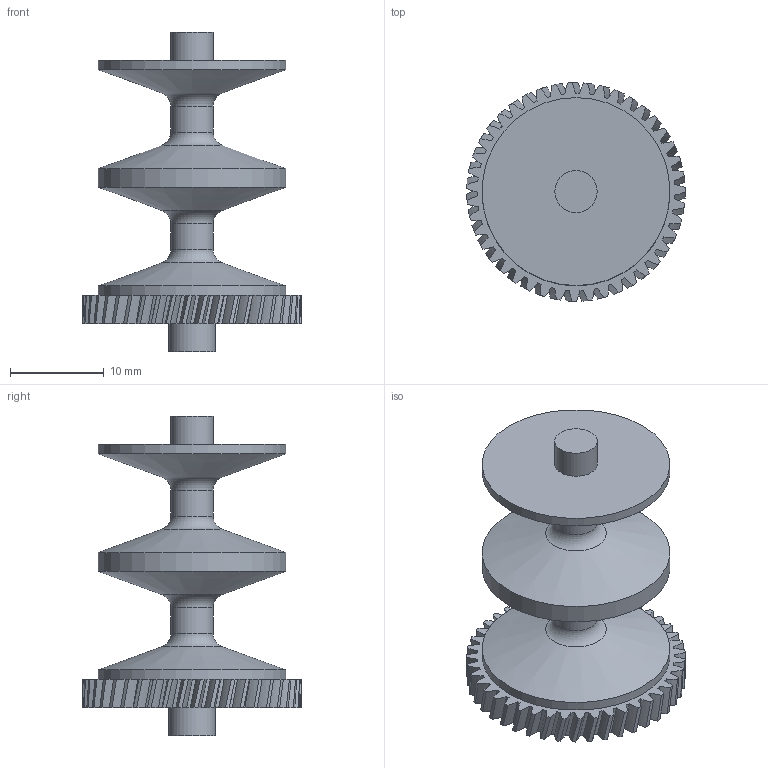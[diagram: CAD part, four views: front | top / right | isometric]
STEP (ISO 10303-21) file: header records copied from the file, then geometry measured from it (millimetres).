
FILE_DESCRIPTION(/* description */ (''),/* implementation_level */ '2;1');
FILE_NAME(/* name */ 'Spur Gear22.stp',/* time_stamp */ '2020-07-29T20:52:19-04:00',/* author */ ('Ian'),/* organization */ (''),/* preprocessor_version */ 'ST-DEVELOPER v17',/* originating_system */ 'Autodesk Inventor 2019',/* authorisation */ '');
FILE_SCHEMA (('AUTOMOTIVE_DESIGN { 1 0 10303 214 3 1 1 }'));
Length unit declared in the file: millimetre
Products named in the file (1): Spur Gear22
Bounding box: 23.25 x 23.25 x 34 mm (x, y, z)
Volume: 4198.1 mm3; surface area: 2927.8 mm2
Topology: 1 solids, 1 shells, 192 faces, 572 edges, 385 vertices
Faces by surface type: bspline 129, cylinder 50, plane 5, torus 4, cone 4
Full cylindrical faces by diameter (mm): 4.5 x3, 5 x1, 20 x3
Entity records: 8558 total; most frequent: CARTESIAN_POINT 4461, ORIENTED_EDGE 1144, EDGE_CURVE 572, B_SPLINE_CURVE_WITH_KNOTS 430, DIRECTION 401, VERTEX_POINT 385, EDGE_LOOP 195, AXIS2_PLACEMENT_3D 195
